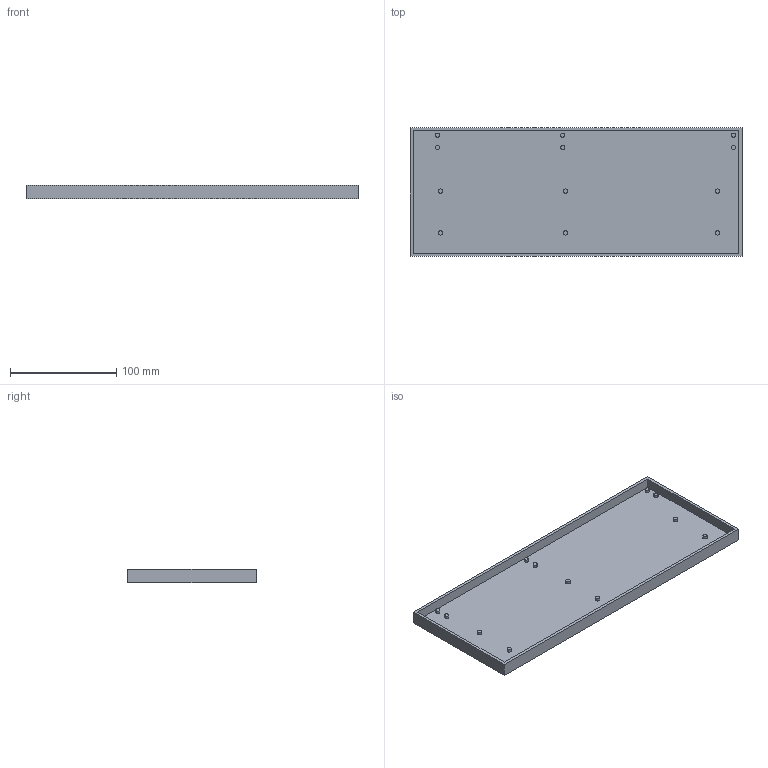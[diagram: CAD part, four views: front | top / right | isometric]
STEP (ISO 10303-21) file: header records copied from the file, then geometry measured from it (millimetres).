
FILE_DESCRIPTION(('FreeCAD Model'),'2;1');
FILE_NAME('Open CASCADE Shape Model','2021-10-13T00:01:08',('Author'),( ''),'Open CASCADE STEP processor 7.5','FreeCAD','Unknown');
FILE_SCHEMA(('AUTOMOTIVE_DESIGN { 1 0 10303 214 1 1 1 1 }'));
Length unit declared in the file: millimetre
Products named in the file (1): Body
Bounding box: 312 x 121 x 12.5 mm (x, y, z)
Volume: 137972 mm3; surface area: 94705 mm2
Topology: 1 solids, 1 shells, 35 faces, 60 edges, 40 vertices
Faces by surface type: plane 23, cylinder 12
Full cylindrical faces by diameter (mm): 4 x12
Entity records: 860 total; most frequent: DIRECTION 156, CARTESIAN_POINT 136, ORIENTED_EDGE 120, AXIS2_PLACEMENT_3D 60, EDGE_CURVE 60, FACE_BOUND 48, EDGE_LOOP 48, VERTEX_POINT 40
